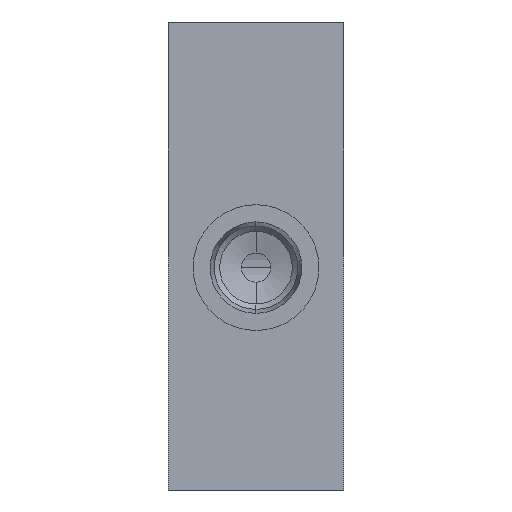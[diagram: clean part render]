
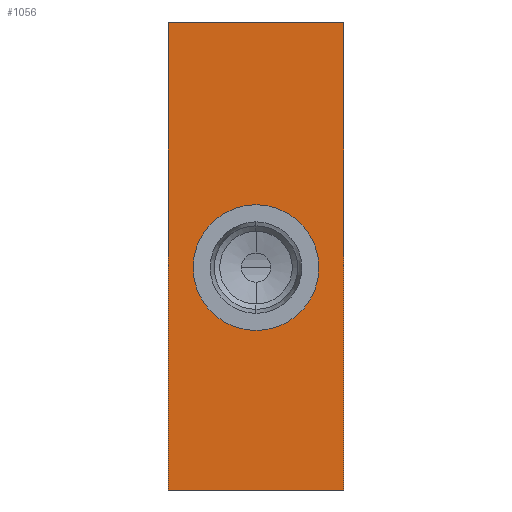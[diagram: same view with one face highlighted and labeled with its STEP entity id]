
A CAD part, left-side view. The second image highlights one B-rep face of the part: STEP entity #1056.
In plain terms, the highlighted planar face has unit normal (-1, 0, 0).
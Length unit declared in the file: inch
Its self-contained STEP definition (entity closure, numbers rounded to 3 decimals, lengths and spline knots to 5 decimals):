
#1=DIRECTION('',(0.,-1.,0.));
#2=VECTOR('',#1,0.938);
#3=CARTESIAN_POINT('',(0.,0.,0.));
#4=LINE('',#3,#2);
#17=DIRECTION('',(0.,0.,1.));
#18=VECTOR('',#17,2.5);
#19=CARTESIAN_POINT('',(0.,0.,0.));
#20=LINE('',#19,#18);
#21=CARTESIAN_POINT('',(0.,-0.469,1.188));
#22=DIRECTION('',(1.,0.,0.));
#23=DIRECTION('',(0.,0.,-1.));
#24=AXIS2_PLACEMENT_3D('',#21,#22,#23);
#26=CARTESIAN_POINT('',(0.,-0.469,1.188));
#27=DIRECTION('',(1.,0.,0.));
#28=DIRECTION('',(0.,0.,1.));
#29=AXIS2_PLACEMENT_3D('',#26,#27,#28);
#179=DIRECTION('',(0.,0.,1.));
#180=VECTOR('',#179,2.5);
#181=CARTESIAN_POINT('',(0.,-0.938,0.));
#182=LINE('',#181,#180);
#313=DIRECTION('',(0.,-1.,0.));
#314=VECTOR('',#313,0.938);
#315=CARTESIAN_POINT('',(0.,0.,2.5));
#316=LINE('',#315,#314);
#838=CARTESIAN_POINT('',(0.,0.,0.));
#839=CARTESIAN_POINT('',(0.,-0.938,0.));
#840=VERTEX_POINT('',#838);
#841=VERTEX_POINT('',#839);
#846=CARTESIAN_POINT('',(0.,0.,2.5));
#847=CARTESIAN_POINT('',(0.,-0.938,2.5));
#848=VERTEX_POINT('',#846);
#849=VERTEX_POINT('',#847);
#1008=CARTESIAN_POINT('',(0.,-0.469,0.852));
#1009=CARTESIAN_POINT('',(0.,-0.469,1.524));
#1010=VERTEX_POINT('',#1008);
#1011=VERTEX_POINT('',#1009);
#1036=CARTESIAN_POINT('',(0.,0.,0.));
#1037=DIRECTION('',(-1.,0.,0.));
#1038=DIRECTION('',(0.,-1.,0.));
#1039=AXIS2_PLACEMENT_3D('',#1036,#1037,#1038);
#1040=PLANE('',#1039);
#1041=ORIENTED_EDGE('',*,*,#1025,.F.);
#1043=ORIENTED_EDGE('',*,*,#1042,.T.);
#1045=ORIENTED_EDGE('',*,*,#1044,.T.);
#1047=ORIENTED_EDGE('',*,*,#1046,.F.);
#1048=EDGE_LOOP('',(#1041,#1043,#1045,#1047));
#1049=FACE_OUTER_BOUND('',#1048,.F.);
#1051=ORIENTED_EDGE('',*,*,#1050,.F.);
#1053=ORIENTED_EDGE('',*,*,#1052,.F.);
#1054=EDGE_LOOP('',(#1051,#1053));
#1055=FACE_BOUND('',#1054,.F.);
#1056=ADVANCED_FACE('',(#1049,#1055),#1040,.T.);
#25=CIRCLE('',#24,0.336);
#30=CIRCLE('',#29,0.336);
#1025=EDGE_CURVE('',#840,#841,#4,.T.);
#1042=EDGE_CURVE('',#840,#848,#20,.T.);
#1044=EDGE_CURVE('',#848,#849,#316,.T.);
#1046=EDGE_CURVE('',#841,#849,#182,.T.);
#1050=EDGE_CURVE('',#1010,#1011,#25,.T.);
#1052=EDGE_CURVE('',#1011,#1010,#30,.T.);
